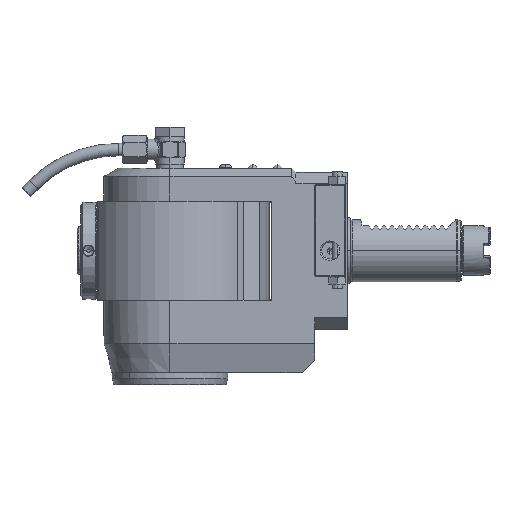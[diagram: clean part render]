
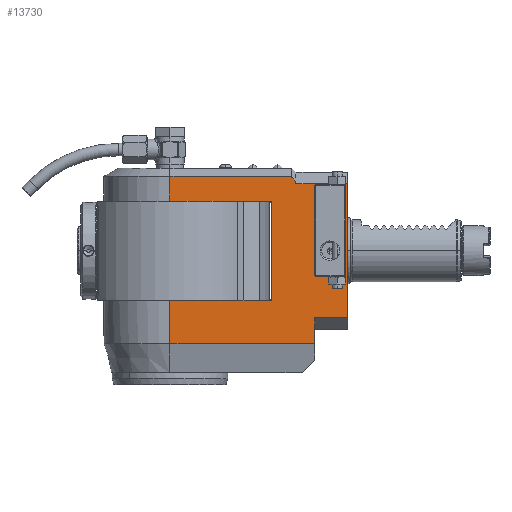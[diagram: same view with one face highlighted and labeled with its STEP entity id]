
A CAD part, left-side view. The second image highlights one B-rep face of the part: STEP entity #13730.
In plain terms, the highlighted planar face has unit normal (-1, 0, 0).
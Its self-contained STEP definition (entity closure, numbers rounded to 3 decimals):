
#1005=DIRECTION('',(0.,1.,0.));
#1006=VECTOR('',#1005,0.433);
#1007=CARTESIAN_POINT('',(-32.,-59.433,35.459));
#1008=LINE('',#1007,#1006);
#1009=DIRECTION('',(0.,0.655,0.756));
#1010=VECTOR('',#1009,2.394);
#1011=CARTESIAN_POINT('',(-32.,-61.,33.649));
#1012=LINE('',#1011,#1010);
#1013=DIRECTION('',(0.,-1.,0.));
#1014=VECTOR('',#1013,25.);
#1015=CARTESIAN_POINT('',(-32.,-61.,32.515));
#1016=LINE('',#1015,#1014);
#1017=DIRECTION('',(0.,-1.,0.));
#1018=VECTOR('',#1017,16.);
#1019=CARTESIAN_POINT('',(-32.,-70.,-32.515));
#1020=LINE('',#1019,#1018);
#1021=DIRECTION('',(0.,1.,0.));
#1022=VECTOR('',#1021,23.368);
#1023=CARTESIAN_POINT('',(-32.,-49.,24.));
#1024=LINE('',#1023,#1022);
#1025=DIRECTION('',(0.,0.,1.));
#1026=VECTOR('',#1025,43.5);
#1027=CARTESIAN_POINT('',(-32.,-85.,-12.));
#1028=LINE('',#1027,#1026);
#1029=DIRECTION('',(0.,-0.707,-0.707));
#1030=VECTOR('',#1029,0.707);
#1031=CARTESIAN_POINT('',(-32.,-84.5,32.));
#1032=LINE('',#1031,#1030);
#1033=DIRECTION('',(0.,1.,0.));
#1034=VECTOR('',#1033,14.);
#1035=CARTESIAN_POINT('',(-32.,-84.5,32.));
#1036=LINE('',#1035,#1034);
#1037=DIRECTION('',(0.,-0.707,0.707));
#1038=VECTOR('',#1037,0.707);
#1039=CARTESIAN_POINT('',(-32.,-70.,31.5));
#1040=LINE('',#1039,#1038);
#1041=DIRECTION('',(0.,0.,-1.));
#1042=VECTOR('',#1041,43.5);
#1043=CARTESIAN_POINT('',(-32.,-70.,31.5));
#1044=LINE('',#1043,#1042);
#1045=DIRECTION('',(0.,0.707,0.707));
#1046=VECTOR('',#1045,0.707);
#1047=CARTESIAN_POINT('',(-32.,-70.5,-12.5));
#1048=LINE('',#1047,#1046);
#1049=DIRECTION('',(0.,-1.,0.));
#1050=VECTOR('',#1049,14.);
#1051=CARTESIAN_POINT('',(-32.,-70.5,-12.5));
#1052=LINE('',#1051,#1050);
#1053=DIRECTION('',(0.,0.707,-0.707));
#1054=VECTOR('',#1053,0.707);
#1055=CARTESIAN_POINT('',(-32.,-85.,-12.));
#1056=LINE('',#1055,#1054);
#1061=DIRECTION('',(0.,0.,-1.));
#1062=VECTOR('',#1061,11.959);
#1063=CARTESIAN_POINT('',(-32.,0.,
35.959));
#1064=LINE('',#1063,#1062);
#1130=DIRECTION('',(0.,1.,0.));
#1131=VECTOR('',#1130,59.);
#1132=CARTESIAN_POINT('',(-32.,-59.,35.959));
#1133=LINE('',#1132,#1131);
#1154=DIRECTION('',(0.,0.,1.));
#1155=VECTOR('',#1154,0.5);
#1156=CARTESIAN_POINT('',(-32.,-59.,35.459));
#1157=LINE('',#1156,#1155);
#1194=DIRECTION('',(0.,0.,-1.));
#1195=VECTOR('',#1194,65.03);
#1196=CARTESIAN_POINT('',(-32.,-86.,32.515));
#1197=LINE('',#1196,#1195);
#1376=DIRECTION('',(0.,0.,1.));
#1377=VECTOR('',#1376,1.134);
#1378=CARTESIAN_POINT('',(-32.,-61.,32.515));
#1379=LINE('',#1378,#1377);
#1412=DIRECTION('',(0.,0.,1.));
#1413=VECTOR('',#1412,12.485);
#1414=CARTESIAN_POINT('',(-32.,-70.,-45.));
#1415=LINE('',#1414,#1413);
#1432=DIRECTION('',(0.,-1.,0.));
#1433=VECTOR('',#1432,70.);
#1434=CARTESIAN_POINT('',(-32.,0.,
-45.));
#1435=LINE('',#1434,#1433);
#1489=DIRECTION('',(0.,0.,-1.));
#1490=VECTOR('',#1489,21.);
#1491=CARTESIAN_POINT('',(-32.,0.,-24.));
#1492=LINE('',#1491,#1490);
#1497=CARTESIAN_POINT('',(-32.,0.,
-45.));
#1624=DIRECTION('',(0.,1.,0.));
#1625=VECTOR('',#1624,25.632);
#1626=CARTESIAN_POINT('',(-32.,-25.632,-24.));
#1627=LINE('',#1626,#1625);
#1663=DIRECTION('',(0.,0.,-1.));
#1664=VECTOR('',#1663,48.);
#1665=CARTESIAN_POINT('',(-32.,-49.,24.));
#1666=LINE('',#1665,#1664);
#1731=DIRECTION('',(0.,1.,0.));
#1732=VECTOR('',#1731,23.368);
#1733=CARTESIAN_POINT('',(-32.,-49.,-24.));
#1734=LINE('',#1733,#1732);
#2154=DIRECTION('',(0.,-1.,0.));
#2155=VECTOR('',#2154,25.632);
#2156=CARTESIAN_POINT('',(-32.,0.,24.));
#2157=LINE('',#2156,#2155);
#11564=CARTESIAN_POINT('',(-32.,-61.,33.649));
#11565=CARTESIAN_POINT('',(-32.,-59.433,35.459));
#11566=VERTEX_POINT('',#11564);
#11567=VERTEX_POINT('',#11565);
#12125=CARTESIAN_POINT('',(-32.,-85.,-12.));
#12126=CARTESIAN_POINT('',(-32.,-85.,31.5));
#12127=VERTEX_POINT('',#12125);
#12128=VERTEX_POINT('',#12126);
#12129=CARTESIAN_POINT('',(-32.,-84.5,32.));
#12130=CARTESIAN_POINT('',(-32.,-70.5,32.));
#12131=VERTEX_POINT('',#12129);
#12132=VERTEX_POINT('',#12130);
#12133=CARTESIAN_POINT('',(-32.,-70.,31.5));
#12134=CARTESIAN_POINT('',(-32.,-70.,-12.));
#12135=VERTEX_POINT('',#12133);
#12136=VERTEX_POINT('',#12134);
#12137=CARTESIAN_POINT('',(-32.,-70.5,-12.5));
#12138=CARTESIAN_POINT('',(-32.,-84.5,-12.5));
#12139=VERTEX_POINT('',#12137);
#12140=VERTEX_POINT('',#12138);
#12705=CARTESIAN_POINT('',(-32.,-86.,32.515));
#12707=VERTEX_POINT('',#12705);
#12712=CARTESIAN_POINT('',(-32.,-49.,24.));
#12713=CARTESIAN_POINT('',(-32.,-49.,-24.));
#12714=VERTEX_POINT('',#12712);
#12715=VERTEX_POINT('',#12713);
#12728=CARTESIAN_POINT('',(-32.,-25.632,-24.));
#12729=VERTEX_POINT('',#12728);
#12732=CARTESIAN_POINT('',(-32.,-25.632,24.));
#12733=VERTEX_POINT('',#12732);
#12744=CARTESIAN_POINT('',(-32.,-70.,-45.));
#12746=VERTEX_POINT('',#12744);
#12752=CARTESIAN_POINT('',(-32.,-86.,-32.515));
#12753=VERTEX_POINT('',#12752);
#12758=CARTESIAN_POINT('',(-32.,-70.,-32.515));
#12759=VERTEX_POINT('',#12758);
#12764=CARTESIAN_POINT('',(-32.,-59.,35.959));
#12765=CARTESIAN_POINT('',(-32.,0.,
35.959));
#12766=VERTEX_POINT('',#12764);
#12767=VERTEX_POINT('',#12765);
#12818=VERTEX_POINT('',#1497);
#12823=CARTESIAN_POINT('',(-32.,-59.,35.459));
#12825=VERTEX_POINT('',#12823);
#12909=CARTESIAN_POINT('',(-32.,-61.,32.515));
#12910=VERTEX_POINT('',#12909);
#12915=CARTESIAN_POINT('',(-32.,0.,-24.));
#12916=VERTEX_POINT('',#12915);
#12918=CARTESIAN_POINT('',(-32.,0.,24.));
#12920=VERTEX_POINT('',#12918);
#13674=CARTESIAN_POINT('',(-32.,0.,-59.));
#13675=DIRECTION('',(-1.,0.,0.));
#13676=DIRECTION('',(0.,-1.,0.));
#13677=AXIS2_PLACEMENT_3D('',#13674,#13675,#13676);
#13678=PLANE('',#13677);
#13680=ORIENTED_EDGE('',*,*,#13679,.F.);
#13682=ORIENTED_EDGE('',*,*,#13681,.F.);
#13684=ORIENTED_EDGE('',*,*,#13683,.F.);
#13686=ORIENTED_EDGE('',*,*,#13685,.F.);
#13688=ORIENTED_EDGE('',*,*,#13687,.F.);
#13690=ORIENTED_EDGE('',*,*,#13689,.F.);
#13692=ORIENTED_EDGE('',*,*,#13691,.T.);
#13694=ORIENTED_EDGE('',*,*,#13693,.T.);
#13696=ORIENTED_EDGE('',*,*,#13695,.F.);
#13698=ORIENTED_EDGE('',*,*,#13697,.F.);
#13700=ORIENTED_EDGE('',*,*,#13699,.F.);
#13702=ORIENTED_EDGE('',*,*,#13701,.F.);
#13704=ORIENTED_EDGE('',*,*,#13703,.F.);
#13706=ORIENTED_EDGE('',*,*,#13705,.F.);
#13708=ORIENTED_EDGE('',*,*,#13707,.F.);
#13710=ORIENTED_EDGE('',*,*,#13709,.T.);
#13712=ORIENTED_EDGE('',*,*,#13711,.F.);
#13713=EDGE_LOOP('',(#13680,#13682,#13684,#13686,#13688,#13690,#13692,#13694,
#13696,#13698,#13700,#13702,#13704,#13706,#13708,#13710,#13712));
#13714=FACE_OUTER_BOUND('',#13713,.F.);
#13715=ORIENTED_EDGE('',*,*,#13048,.T.);
#13717=ORIENTED_EDGE('',*,*,#13716,.F.);
#13719=ORIENTED_EDGE('',*,*,#13718,.T.);
#13721=ORIENTED_EDGE('',*,*,#13720,.F.);
#13723=ORIENTED_EDGE('',*,*,#13722,.T.);
#13725=ORIENTED_EDGE('',*,*,#13724,.F.);
#13726=ORIENTED_EDGE('',*,*,#13122,.T.);
#13727=ORIENTED_EDGE('',*,*,#13072,.F.);
#13728=EDGE_LOOP('',(#13715,#13717,#13719,#13721,#13723,#13725,#13726,#13727));
#13729=FACE_BOUND('',#13728,.F.);
#13048=EDGE_CURVE('',#12127,#12128,#1028,.T.);
#13072=EDGE_CURVE('',#12127,#12140,#1056,.T.);
#13122=EDGE_CURVE('',#12139,#12140,#1052,.T.);
#13679=EDGE_CURVE('',#12767,#12920,#1064,.T.);
#13681=EDGE_CURVE('',#12766,#12767,#1133,.T.);
#13683=EDGE_CURVE('',#12825,#12766,#1157,.T.);
#13685=EDGE_CURVE('',#11567,#12825,#1008,.T.);
#13687=EDGE_CURVE('',#11566,#11567,#1012,.T.);
#13689=EDGE_CURVE('',#12910,#11566,#1379,.T.);
#13691=EDGE_CURVE('',#12910,#12707,#1016,.T.);
#13693=EDGE_CURVE('',#12707,#12753,#1197,.T.);
#13695=EDGE_CURVE('',#12759,#12753,#1020,.T.);
#13697=EDGE_CURVE('',#12746,#12759,#1415,.T.);
#13699=EDGE_CURVE('',#12818,#12746,#1435,.T.);
#13701=EDGE_CURVE('',#12916,#12818,#1492,.T.);
#13703=EDGE_CURVE('',#12729,#12916,#1627,.T.);
#13705=EDGE_CURVE('',#12715,#12729,#1734,.T.);
#13707=EDGE_CURVE('',#12714,#12715,#1666,.T.);
#13709=EDGE_CURVE('',#12714,#12733,#1024,.T.);
#13711=EDGE_CURVE('',#12920,#12733,#2157,.T.);
#13716=EDGE_CURVE('',#12131,#12128,#1032,.T.);
#13718=EDGE_CURVE('',#12131,#12132,#1036,.T.);
#13720=EDGE_CURVE('',#12135,#12132,#1040,.T.);
#13722=EDGE_CURVE('',#12135,#12136,#1044,.T.);
#13724=EDGE_CURVE('',#12139,#12136,#1048,.T.);
#13730=ADVANCED_FACE('',(#13714,#13729),#13678,.T.);
